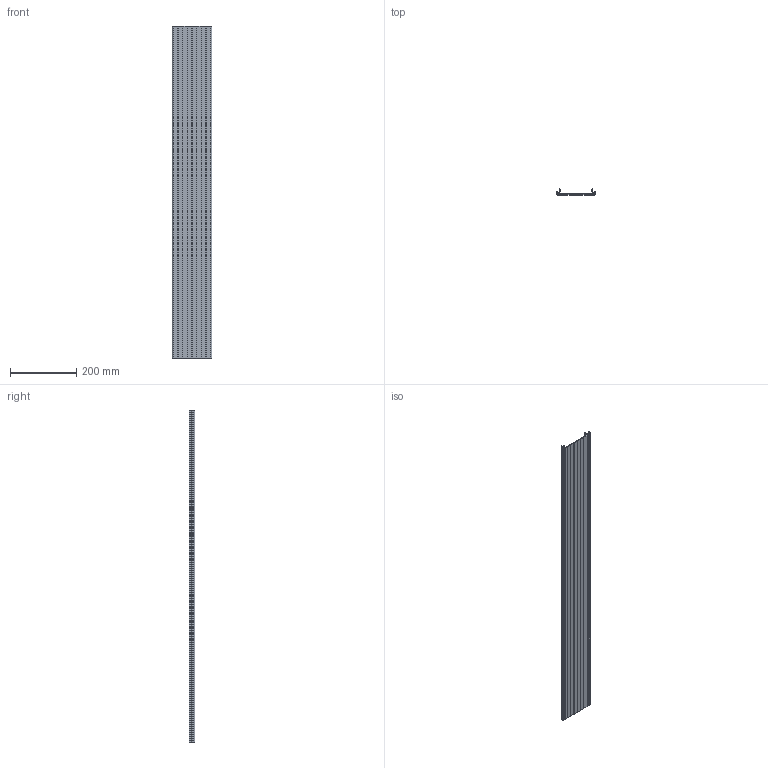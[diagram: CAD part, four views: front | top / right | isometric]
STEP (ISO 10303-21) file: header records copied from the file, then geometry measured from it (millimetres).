
FILE_DESCRIPTION(/* description */ (''),/* implementation_level */ '2;1');
FILE_NAME(/* name */ '10164_KriTec_Kabelkanal_Traeger-_Deckelprofil_120.stp',/* time_stamp */ '2015-07-10T14:15:22+02:00',/* author */ ('kostic'),/* organization */ (''),/* preprocessor_version */ 'ST-DEVELOPER v15.2',/* originating_system */ 'Autodesk Inventor 2014',/* authorisation */ '');
FILE_SCHEMA (('CONFIG_CONTROL_DESIGN'));
Length unit declared in the file: millimetre
Products named in the file (1): 10164_KriTec_Kabelkanal_Traeger-_Deckelprofil_120
Bounding box: 120 x 16.5 x 1000 mm (x, y, z)
Volume: 371654.7 mm3; surface area: 350457.1 mm2
Topology: 1 solids, 1 shells, 105 faces, 309 edges, 206 vertices
Faces by surface type: plane 57, cylinder 48
Entity records: 3543 total; most frequent: CARTESIAN_POINT 621, ORIENTED_EDGE 618, DIRECTION 617, EDGE_CURVE 309, LINE 213, VECTOR 213, VERTEX_POINT 206, AXIS2_PLACEMENT_3D 202
